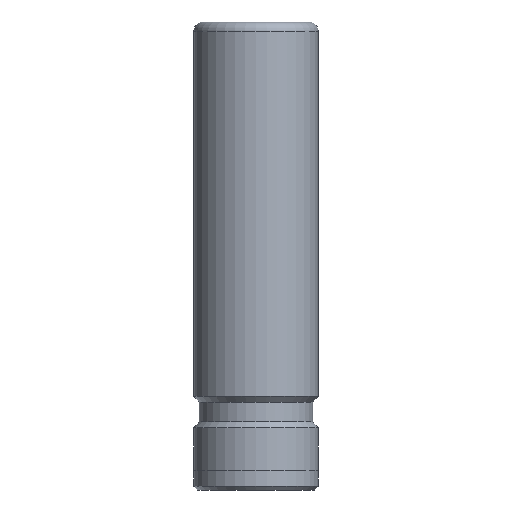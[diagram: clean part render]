
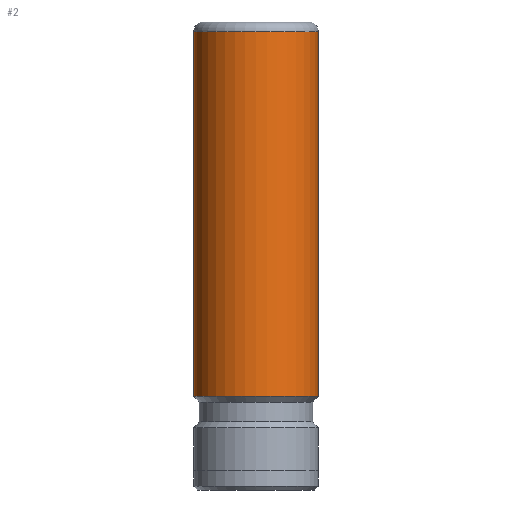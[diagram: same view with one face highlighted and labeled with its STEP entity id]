
A CAD part, front view. The second image highlights one B-rep face of the part: STEP entity #2.
In plain terms, the highlighted cylindrical face has radius 16 mm (diameter 32 mm), a partial arc.
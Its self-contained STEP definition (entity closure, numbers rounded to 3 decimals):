
#2 = ADVANCED_FACE ( 'NONE', ( #132 ), #556, .T. ) ;
#13 = DIRECTION ( 'NONE',  ( 0., 0., -1. ) ) ;
#46 = AXIS2_PLACEMENT_3D ( 'NONE', #328, #444, #561 ) ;
#84 = VERTEX_POINT ( 'NONE', #162 ) ;
#105 = VERTEX_POINT ( 'NONE', #337 ) ;
#111 = ORIENTED_EDGE ( 'NONE', *, *, #612, .F. ) ;
#119 = CIRCLE ( 'NONE', #46, 16. ) ;
#121 = DIRECTION ( 'NONE',  ( 0., 0., -1. ) ) ;
#132 = FACE_OUTER_BOUND ( 'NONE', #567, .T. ) ;
#162 = CARTESIAN_POINT ( 'NONE',  ( 16., 0., 24. ) ) ;
#245 = CIRCLE ( 'NONE', #484, 16. ) ;
#252 = DIRECTION ( 'NONE',  ( -1., 0., 0. ) ) ;
#254 = LINE ( 'NONE', #598, #592 ) ;
#263 = VERTEX_POINT ( 'NONE', #538 ) ;
#275 = CARTESIAN_POINT ( 'NONE',  ( 16., 0., 117.5 ) ) ;
#316 = ORIENTED_EDGE ( 'NONE', *, *, #369, .T. ) ;
#328 = CARTESIAN_POINT ( 'NONE',  ( 0., 0., 117.5 ) ) ;
#337 = CARTESIAN_POINT ( 'NONE',  ( -16., 0., 117.5 ) ) ;
#344 = CARTESIAN_POINT ( 'NONE',  ( 0., 0., 24. ) ) ;
#363 = VERTEX_POINT ( 'NONE', #275 ) ;
#369 = EDGE_CURVE ( 'NONE', #363, #105, #119, .T. ) ;
#374 = LINE ( 'NONE', #501, #602 ) ;
#383 = EDGE_CURVE ( 'NONE', #363, #84, #374, .T. ) ;
#396 = ORIENTED_EDGE ( 'NONE', *, *, #383, .F. ) ;
#401 = AXIS2_PLACEMENT_3D ( 'NONE', #614, #433, #252 ) ;
#433 = DIRECTION ( 'NONE',  ( 0., 0., -1. ) ) ;
#444 = DIRECTION ( 'NONE',  ( 0., 0., -1. ) ) ;
#445 = DIRECTION ( 'NONE',  ( 0., 0., -1. ) ) ;
#463 = DIRECTION ( 'NONE',  ( -1., 0., 0. ) ) ;
#484 = AXIS2_PLACEMENT_3D ( 'NONE', #344, #121, #463 ) ;
#501 = CARTESIAN_POINT ( 'NONE',  ( 16., 0., 120. ) ) ;
#538 = CARTESIAN_POINT ( 'NONE',  ( -16., 0., 24. ) ) ;
#556 = CYLINDRICAL_SURFACE ( 'NONE', #401, 16. ) ;
#561 = DIRECTION ( 'NONE',  ( 1., 0., 0. ) ) ;
#567 = EDGE_LOOP ( 'NONE', ( #396, #316, #582, #111 ) ) ;
#582 = ORIENTED_EDGE ( 'NONE', *, *, #660, .T. ) ;
#592 = VECTOR ( 'NONE', #13, 1000. ) ;
#598 = CARTESIAN_POINT ( 'NONE',  ( -16., 0., 120. ) ) ;
#602 = VECTOR ( 'NONE', #445, 1000. ) ;
#612 = EDGE_CURVE ( 'NONE', #84, #263, #245, .T. ) ;
#614 = CARTESIAN_POINT ( 'NONE',  ( 0., 0., 120. ) ) ;
#660 = EDGE_CURVE ( 'NONE', #105, #263, #254, .T. ) ;
